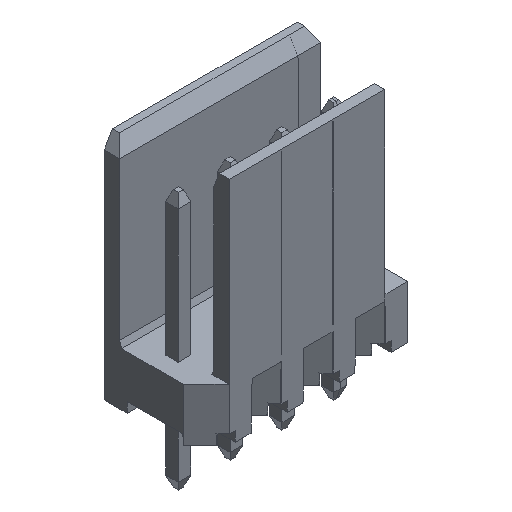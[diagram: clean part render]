
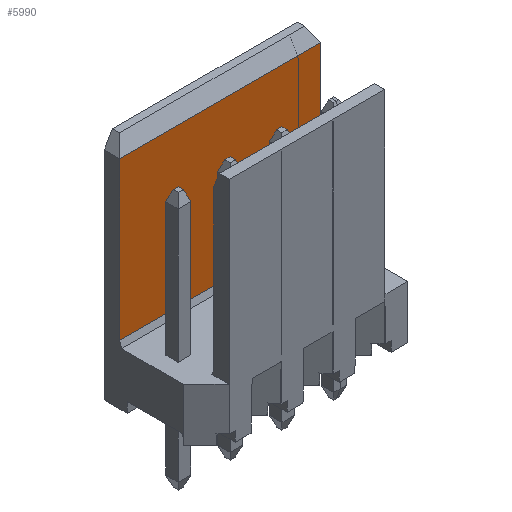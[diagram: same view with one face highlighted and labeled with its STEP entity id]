
A CAD part, isometric view. The second image highlights one B-rep face of the part: STEP entity #5990.
In plain terms, the highlighted face is planar.
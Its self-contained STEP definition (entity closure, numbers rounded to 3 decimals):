
#925=ORIENTED_EDGE('',*,*,#1613,.F.);
#926=ORIENTED_EDGE('',*,*,#1800,.F.);
#927=ORIENTED_EDGE('',*,*,#1801,.T.);
#928=ORIENTED_EDGE('',*,*,#1802,.T.);
#929=ORIENTED_EDGE('',*,*,#1803,.F.);
#930=ORIENTED_EDGE('',*,*,#1804,.T.);
#931=ORIENTED_EDGE('',*,*,#1805,.T.);
#932=ORIENTED_EDGE('',*,*,#1798,.T.);
#1613=EDGE_CURVE('',#2152,#2153,#2656,.T.);
#1798=EDGE_CURVE('',#2270,#2153,#2839,.T.);
#1800=EDGE_CURVE('',#2271,#2152,#2841,.T.);
#1801=EDGE_CURVE('',#2271,#2272,#2842,.T.);
#1802=EDGE_CURVE('',#2272,#2273,#2843,.T.);
#1803=EDGE_CURVE('',#2274,#2273,#2844,.T.);
#1804=EDGE_CURVE('',#2274,#2275,#2845,.T.);
#1805=EDGE_CURVE('',#2275,#2270,#2846,.T.);
#2152=VERTEX_POINT('',#8007);
#2153=VERTEX_POINT('',#8009);
#2270=VERTEX_POINT('',#8366);
#2271=VERTEX_POINT('',#8370);
#2272=VERTEX_POINT('',#8372);
#2273=VERTEX_POINT('',#8374);
#2274=VERTEX_POINT('',#8376);
#2275=VERTEX_POINT('',#8378);
#2656=LINE('',#8008,#3286);
#2839=LINE('',#8365,#3469);
#2841=LINE('',#8369,#3471);
#2842=LINE('',#8371,#3472);
#2843=LINE('',#8373,#3473);
#2844=LINE('',#8375,#3474);
#2845=LINE('',#8377,#3475);
#2846=LINE('',#8379,#3476);
#3286=VECTOR('',#6810,1000.);
#3469=VECTOR('',#7107,1000.);
#3471=VECTOR('',#7111,1000.);
#3472=VECTOR('',#7112,1000.);
#3473=VECTOR('',#7113,1000.);
#3474=VECTOR('',#7114,1000.);
#3475=VECTOR('',#7115,1000.);
#3476=VECTOR('',#7116,1000.);
#3770=EDGE_LOOP('',(#925,#926,#927,#928,#929,#930,#931,#932));
#3999=FACE_BOUND('',#3770,.T.);
#4219=PLANE('',#6222);
#5990=ADVANCED_FACE('',(#3999),#4219,.F.);
#6222=AXIS2_PLACEMENT_3D('',#8368,#7109,#7110);
#6810=DIRECTION('',(0.,-1.,0.));
#7107=DIRECTION('',(0.,0.,1.));
#7109=DIRECTION('',(1.,0.,0.));
#7110=DIRECTION('',(0.,0.,1.));
#7111=DIRECTION('',(0.,0.,-1.));
#7112=DIRECTION('',(0.,-1.,0.));
#7113=DIRECTION('',(0.,0.,1.));
#7114=DIRECTION('',(0.,-1.,0.));
#7115=DIRECTION('',(0.,0.,-1.));
#7116=DIRECTION('',(0.,-1.,0.));
#8007=CARTESIAN_POINT('',(-0.75,10.5,2.241));
#8008=CARTESIAN_POINT('',(-0.75,0.,2.241));
#8009=CARTESIAN_POINT('',(-0.75,2.9,2.241));
#8365=CARTESIAN_POINT('',(-0.75,2.9,-6.5));
#8366=CARTESIAN_POINT('',(-0.75,2.9,-6.499));
#8368=CARTESIAN_POINT('',(-0.75,2.6,4.346));
#8369=CARTESIAN_POINT('',(-0.75,10.5,3.361));
#8370=CARTESIAN_POINT('',(-0.75,10.5,2.242));
#8371=CARTESIAN_POINT('',(-0.75,0.,2.242));
#8372=CARTESIAN_POINT('',(-0.75,2.9,2.242));
#8373=CARTESIAN_POINT('',(-0.75,2.9,-6.499));
#8374=CARTESIAN_POINT('',(-0.75,2.9,3.361));
#8375=CARTESIAN_POINT('',(-0.75,0.,3.361));
#8376=CARTESIAN_POINT('',(-0.75,10.596,3.361));
#8377=CARTESIAN_POINT('',(-0.75,10.596,3.361));
#8378=CARTESIAN_POINT('',(-0.75,10.596,-6.499));
#8379=CARTESIAN_POINT('',(-0.75,0.,-6.499));
